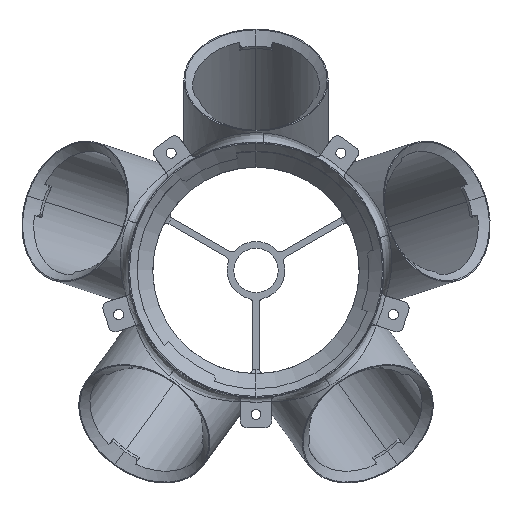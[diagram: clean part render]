
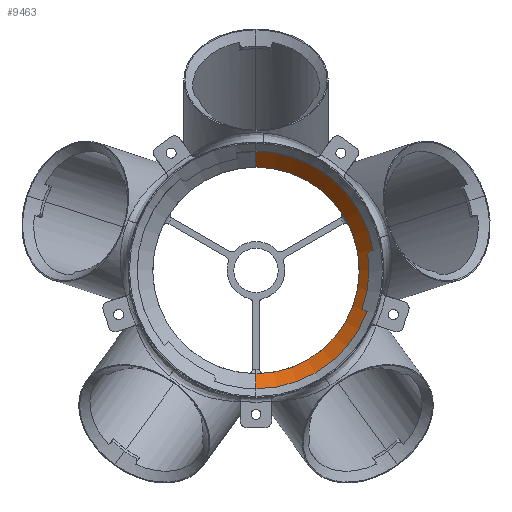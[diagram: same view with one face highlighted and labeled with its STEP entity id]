
A CAD part, top view. The second image highlights one B-rep face of the part: STEP entity #9463.
In plain terms, the highlighted conical face has half-angle 45 degrees and reference radius 53.5 mm.
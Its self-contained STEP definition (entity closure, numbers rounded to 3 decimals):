
#537 = ORIENTED_EDGE ( 'NONE', *, *, #8696, .F. ) ;
#1085 = DIRECTION ( 'NONE',  ( 0., 0., 1. ) ) ;
#1209 = CARTESIAN_POINT ( 'NONE',  ( 0., 0., 18. ) ) ;
#1225 = EDGE_CURVE ( 'NONE', #16482, #14705, #7123, .T. ) ;
#1458 = ORIENTED_EDGE ( 'NONE', *, *, #4237, .F. ) ;
#1555 = LINE ( 'NONE', #11090, #6621 ) ;
#1723 = CARTESIAN_POINT ( 'NONE',  ( 0., 46.5, 11. ) ) ;
#3161 = VERTEX_POINT ( 'NONE', #9119 ) ;
#4237 = EDGE_CURVE ( 'NONE', #16482, #8278, #1555, .T. ) ;
#6621 = VECTOR ( 'NONE', #9718, 1000. ) ;
#7033 = CARTESIAN_POINT ( 'NONE',  ( 0., 53.5, 18. ) ) ;
#7123 = CIRCLE ( 'NONE', #16112, 46.5 ) ;
#7300 = EDGE_CURVE ( 'NONE', #14705, #3161, #12589, .T. ) ;
#7476 = DIRECTION ( 'NONE',  ( 0., 1., 0. ) ) ;
#8278 = VERTEX_POINT ( 'NONE', #7033 ) ;
#8696 = EDGE_CURVE ( 'NONE', #8278, #3161, #12879, .T. ) ;
#9119 = CARTESIAN_POINT ( 'NONE',  ( 0., -53.5, 18. ) ) ;
#9463 = ADVANCED_FACE ( 'NONE', ( #12841 ), #16841, .F. ) ;
#9628 = DIRECTION ( 'NONE',  ( 0., 1., 0. ) ) ;
#9718 = DIRECTION ( 'NONE',  ( 0., 0.707, 0.707 ) ) ;
#11090 = CARTESIAN_POINT ( 'NONE',  ( 0., 53.5, 18. ) ) ;
#11825 = AXIS2_PLACEMENT_3D ( 'NONE', #12176, #13654, #9628 ) ;
#11936 = DIRECTION ( 'NONE',  ( 0., 0., -1. ) ) ;
#11966 = ORIENTED_EDGE ( 'NONE', *, *, #1225, .T. ) ;
#12176 = CARTESIAN_POINT ( 'NONE',  ( 0., 0., 18. ) ) ;
#12225 = DIRECTION ( 'NONE',  ( 0., -1., 0. ) ) ;
#12589 = LINE ( 'NONE', #17051, #13883 ) ;
#12833 = DIRECTION ( 'NONE',  ( 0., -0.707, 0.707 ) ) ;
#12841 = FACE_OUTER_BOUND ( 'NONE', #17315, .T. ) ;
#12879 = CIRCLE ( 'NONE', #11825, 53.5 ) ;
#13227 = CARTESIAN_POINT ( 'NONE',  ( 0., 0., 11. ) ) ;
#13654 = DIRECTION ( 'NONE',  ( 0., 0., -1. ) ) ;
#13883 = VECTOR ( 'NONE', #12833, 1000. ) ;
#14088 = ORIENTED_EDGE ( 'NONE', *, *, #7300, .T. ) ;
#14209 = CARTESIAN_POINT ( 'NONE',  ( 0., -46.5, 11. ) ) ;
#14705 = VERTEX_POINT ( 'NONE', #14209 ) ;
#16112 = AXIS2_PLACEMENT_3D ( 'NONE', #13227, #11936, #7476 ) ;
#16482 = VERTEX_POINT ( 'NONE', #1723 ) ;
#16841 = CONICAL_SURFACE ( 'NONE', #17154, 53.5, 0.785 ) ;
#17051 = CARTESIAN_POINT ( 'NONE',  ( 0., -53.5, 18. ) ) ;
#17154 = AXIS2_PLACEMENT_3D ( 'NONE', #1209, #1085, #12225 ) ;
#17315 = EDGE_LOOP ( 'NONE', ( #1458, #11966, #14088, #537 ) ) ;
